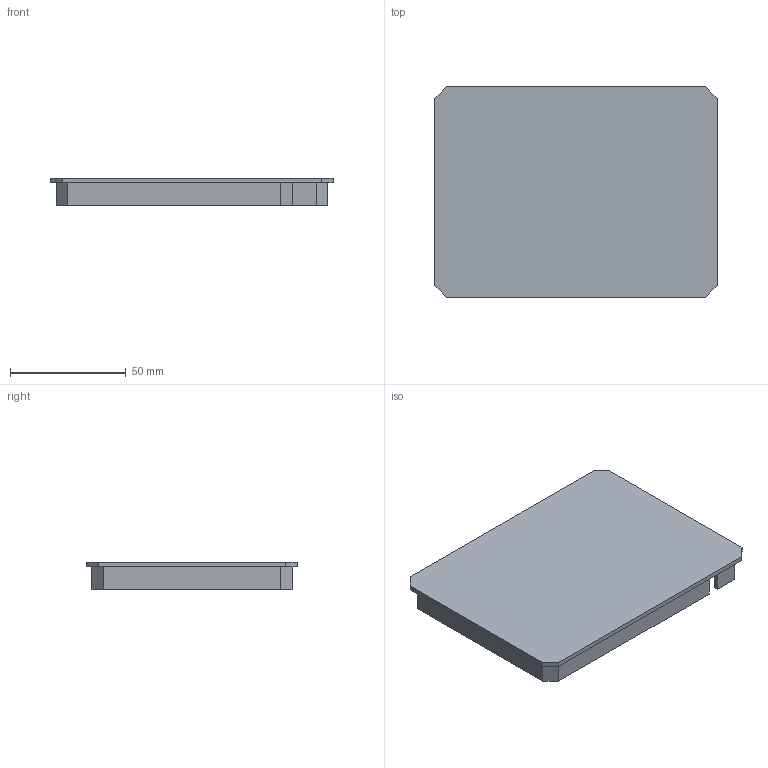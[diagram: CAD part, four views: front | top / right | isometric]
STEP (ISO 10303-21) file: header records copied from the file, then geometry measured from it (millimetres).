
FILE_DESCRIPTION(/* description */ (''),/* implementation_level */ '2;1');
FILE_NAME(/* name */ 'TENTAC~2',/* time_stamp */ '2019-02-04T19:59:14-05:00',/* author */ (''),/* organization */ (''),/* preprocessor_version */ 'ST-DEVELOPER v15',/* originating_system */ '',/* authorisation */ '');
FILE_SCHEMA (('AUTOMOTIVE_DESIGN'));
Length unit declared in the file: millimetre
Products named in the file (1): Document
Bounding box: 122.05 x 91 x 12 mm (x, y, z)
Volume: 28639 mm3; surface area: 30593.8 mm2
Topology: 1 solids, 1 shells, 31 faces, 84 edges, 56 vertices
Faces by surface type: plane 29, bspline 2
Entity records: 856 total; most frequent: CARTESIAN_POINT 271, ORIENTED_EDGE 168, EDGE_CURVE 84, B_SPLINE_CURVE_WITH_KNOTS 76, VERTEX_POINT 56, EDGE_LOOP 32, ADVANCED_FACE 31, FACE_OUTER_BOUND 31
